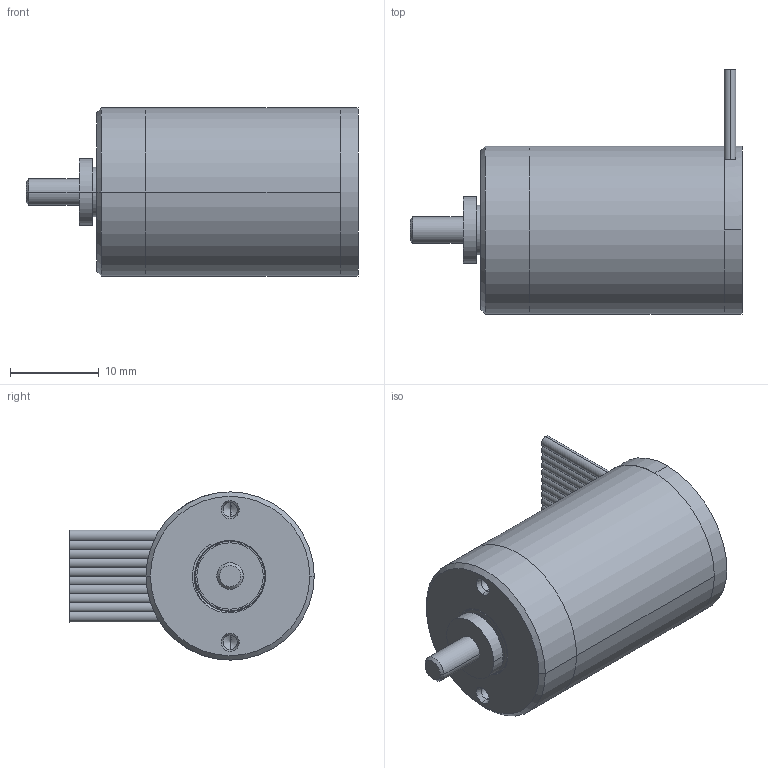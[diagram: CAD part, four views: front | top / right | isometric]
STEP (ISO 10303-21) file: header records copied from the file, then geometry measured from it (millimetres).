
FILE_DESCRIPTION (( 'STEP AP214' ), '1' );
FILE_NAME ('ﾋﾈﾐ-ﾄﾀ119ﾀ.STEP', '2017-05-23T09:00:42', ( '' ), ( '' ), 'SwSTEP 2.0', 'SolidWorks 2013', '' );
FILE_SCHEMA (( 'AUTOMOTIVE_DESIGN' ));
Length unit declared in the file: millimetre
Products named in the file (1): ﾋﾈﾐ-ﾄﾀ119ﾀ
Bounding box: 37.5 x 27.61 x 19 mm (x, y, z)
Volume: 4053 mm3; surface area: 8102 mm2
Topology: 43 solids, 43 shells, 686 faces, 1811 edges, 1172 vertices
Faces by surface type: cylinder 266, cone 164, plane 109, bspline 55, sphere 48, torus 44
Entity records: 73180 total; most frequent: CARTESIAN_POINT 49288, ORIENTED_EDGE 3358, DIRECTION 3346, EDGE_CURVE 1679, AXIS2_PLACEMENT_3D 1411, VERTEX_POINT 1100, CIRCLE 779, EDGE_LOOP 743
